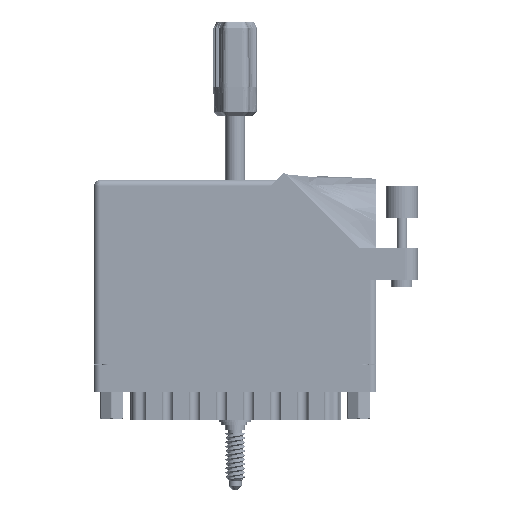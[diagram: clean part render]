
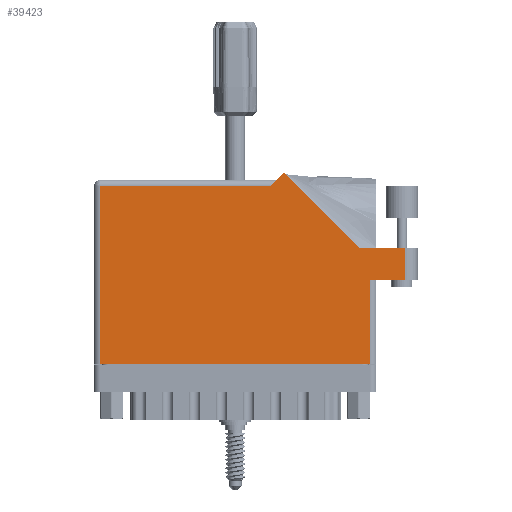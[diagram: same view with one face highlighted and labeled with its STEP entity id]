
A CAD part, front view. The second image highlights one B-rep face of the part: STEP entity #39423.
In plain terms, the highlighted face is planar.
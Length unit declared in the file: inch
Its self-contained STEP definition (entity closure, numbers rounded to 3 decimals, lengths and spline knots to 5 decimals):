
#1409 = VECTOR ( 'NONE', #8236, 39.37008 ) ;
#1561 = CARTESIAN_POINT ( 'NONE',  ( 2.656, 0.815, 0. ) ) ;
#3188 = PLANE ( 'NONE',  #46530 ) ;
#8236 = DIRECTION ( 'NONE',  ( 0., -1., 0. ) ) ;
#8563 = CARTESIAN_POINT ( 'NONE',  ( 0.062, 0., 0. ) ) ;
#9130 = ORIENTED_EDGE ( 'NONE', *, *, #73564, .T. ) ;
#9150 = CARTESIAN_POINT ( 'NONE',  ( 0., 1.713, 0. ) ) ;
#9767 = VECTOR ( 'NONE', #48588, 39.37008 ) ;
#10304 = ORIENTED_EDGE ( 'NONE', *, *, #56058, .T. ) ;
#10954 = DIRECTION ( 'NONE',  ( -0.707, 0.707, 0. ) ) ;
#10961 = LINE ( 'NONE', #75769, #71940 ) ;
#13339 = VERTEX_POINT ( 'NONE', #80187 ) ;
#13538 = ORIENTED_EDGE ( 'NONE', *, *, #90380, .T. ) ;
#17743 = DIRECTION ( 'NONE',  ( 0., 1., 0. ) ) ;
#18292 = EDGE_CURVE ( 'NONE', #70798, #69645, #10961, .T. ) ;
#20499 = CARTESIAN_POINT ( 'NONE',  ( 2.656, 0., 0. ) ) ;
#24239 = CARTESIAN_POINT ( 'NONE',  ( 0.062, 0., 0. ) ) ;
#26871 = EDGE_CURVE ( 'NONE', #44640, #45904, #68291, .T. ) ;
#27315 = VERTEX_POINT ( 'NONE', #36885 ) ;
#29613 = VECTOR ( 'NONE', #44954, 39.37008 ) ;
#33847 = ORIENTED_EDGE ( 'NONE', *, *, #82167, .T. ) ;
#34965 = LINE ( 'NONE', #89667, #44552 ) ;
#35927 = CARTESIAN_POINT ( 'NONE',  ( 0., 0., 0. ) ) ;
#36885 = CARTESIAN_POINT ( 'NONE',  ( 1.82871, 1.84571, 0. ) ) ;
#39423 = ADVANCED_FACE ( 'NONE', ( #67825 ), #3188, .F. ) ;
#39487 = CARTESIAN_POINT ( 'NONE',  ( 2.656, 0.815, 0. ) ) ;
#41350 = LINE ( 'NONE', #39487, #66491 ) ;
#42571 = DIRECTION ( 'NONE',  ( 0., 0., -1. ) ) ;
#44552 = VECTOR ( 'NONE', #82960, 39.37008 ) ;
#44640 = VERTEX_POINT ( 'NONE', #45356 ) ;
#44954 = DIRECTION ( 'NONE',  ( 1., 0., 0. ) ) ;
#45356 = CARTESIAN_POINT ( 'NONE',  ( 0.062, 1.713, 0. ) ) ;
#45904 = VERTEX_POINT ( 'NONE', #24239 ) ;
#46269 = EDGE_CURVE ( 'NONE', #54441, #70798, #41350, .T. ) ;
#46530 = AXIS2_PLACEMENT_3D ( 'NONE', #71995, #42571, #49651 ) ;
#48252 = CARTESIAN_POINT ( 'NONE',  ( 3.118, 1.122, 0. ) ) ;
#48588 = DIRECTION ( 'NONE',  ( -1., 0., 0. ) ) ;
#49649 = VERTEX_POINT ( 'NONE', #91473 ) ;
#49651 = DIRECTION ( 'NONE',  ( -1., 0., 0. ) ) ;
#49760 = VECTOR ( 'NONE', #62261, 39.37008 ) ;
#54441 = VERTEX_POINT ( 'NONE', #20499 ) ;
#56058 = EDGE_CURVE ( 'NONE', #69645, #49649, #34965, .T. ) ;
#56164 = ORIENTED_EDGE ( 'NONE', *, *, #18292, .T. ) ;
#58267 = CARTESIAN_POINT ( 'NONE',  ( 2.993, 0.815, 0. ) ) ;
#62261 = DIRECTION ( 'NONE',  ( -1., 0., 0. ) ) ;
#64675 = VECTOR ( 'NONE', #10954, 39.37008 ) ;
#66086 = DIRECTION ( 'NONE',  ( -0.707, -0.707, 0. ) ) ;
#66491 = VECTOR ( 'NONE', #17743, 39.37008 ) ;
#67439 = DIRECTION ( 'NONE',  ( 1., 0., 0. ) ) ;
#67825 = FACE_OUTER_BOUND ( 'NONE', #78892, .T. ) ;
#68291 = LINE ( 'NONE', #8563, #1409 ) ;
#69645 = VERTEX_POINT ( 'NONE', #58267 ) ;
#70798 = VERTEX_POINT ( 'NONE', #1561 ) ;
#71940 = VECTOR ( 'NONE', #67439, 39.37008 ) ;
#71995 = CARTESIAN_POINT ( 'NONE',  ( 0., 1.775, 0. ) ) ;
#72633 = LINE ( 'NONE', #35927, #29613 ) ;
#73564 = EDGE_CURVE ( 'NONE', #13339, #44640, #85574, .T. ) ;
#74095 = CARTESIAN_POINT ( 'NONE',  ( 1.758, 1.775, 0. ) ) ;
#75538 = LINE ( 'NONE', #48252, #9767 ) ;
#75769 = CARTESIAN_POINT ( 'NONE',  ( 2.718, 0.815, 0. ) ) ;
#77157 = EDGE_CURVE ( 'NONE', #91764, #27315, #87427, .T. ) ;
#78047 = ORIENTED_EDGE ( 'NONE', *, *, #26871, .T. ) ;
#78776 = EDGE_CURVE ( 'NONE', #49649, #91764, #75538, .T. ) ;
#78892 = EDGE_LOOP ( 'NONE', ( #56164, #10304, #81653, #82251, #33847, #9130, #78047, #13538, #88641 ) ) ;
#79136 = CARTESIAN_POINT ( 'NONE',  ( 2.55242, 1.122, 0. ) ) ;
#80187 = CARTESIAN_POINT ( 'NONE',  ( 1.696, 1.713, 0. ) ) ;
#81653 = ORIENTED_EDGE ( 'NONE', *, *, #78776, .T. ) ;
#82167 = EDGE_CURVE ( 'NONE', #27315, #13339, #98857, .T. ) ;
#82251 = ORIENTED_EDGE ( 'NONE', *, *, #77157, .T. ) ;
#82960 = DIRECTION ( 'NONE',  ( 0., 1., 0. ) ) ;
#85574 = LINE ( 'NONE', #9150, #49760 ) ;
#85819 = VECTOR ( 'NONE', #66086, 39.37008 ) ;
#87427 = LINE ( 'NONE', #79136, #64675 ) ;
#88641 = ORIENTED_EDGE ( 'NONE', *, *, #46269, .T. ) ;
#89667 = CARTESIAN_POINT ( 'NONE',  ( 2.993, 1.122, 0. ) ) ;
#90380 = EDGE_CURVE ( 'NONE', #45904, #54441, #72633, .T. ) ;
#91473 = CARTESIAN_POINT ( 'NONE',  ( 2.993, 1.122, 0. ) ) ;
#91764 = VERTEX_POINT ( 'NONE', #92193 ) ;
#92193 = CARTESIAN_POINT ( 'NONE',  ( 2.55242, 1.122, 0. ) ) ;
#98857 = LINE ( 'NONE', #74095, #85819 ) ;
